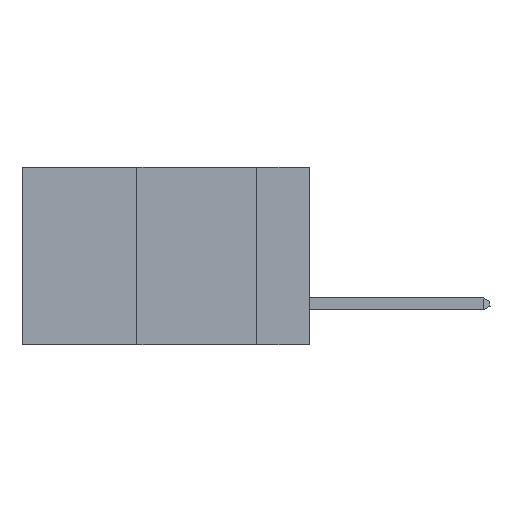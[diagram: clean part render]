
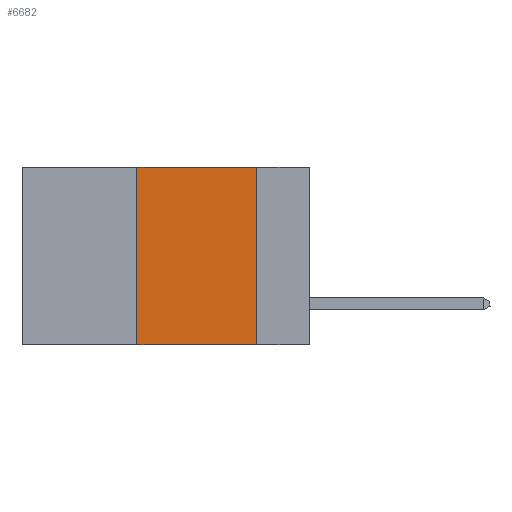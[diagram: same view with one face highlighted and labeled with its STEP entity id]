
A CAD part, left-side view. The second image highlights one B-rep face of the part: STEP entity #6682.
In plain terms, the highlighted planar face has unit normal (-1, 0, 0).
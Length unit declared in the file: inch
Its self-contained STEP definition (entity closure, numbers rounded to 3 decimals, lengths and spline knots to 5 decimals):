
#184 = LINE ( 'NONE', #12105, #7925 ) ;
#282 = AXIS2_PLACEMENT_3D ( 'NONE', #7534, #4619, #5605 ) ;
#577 = VECTOR ( 'NONE', #893, 39.37008 ) ;
#893 = DIRECTION ( 'NONE',  ( 0., -1., 0. ) ) ;
#1063 = ORIENTED_EDGE ( 'NONE', *, *, #2841, .F. ) ;
#1232 = VERTEX_POINT ( 'NONE', #12209 ) ;
#1425 = DIRECTION ( 'NONE',  ( 0., -1., 0. ) ) ;
#1952 = CARTESIAN_POINT ( 'NONE',  ( 0., 0.11, -0.37 ) ) ;
#2045 = LINE ( 'NONE', #3610, #12733 ) ;
#2141 = VERTEX_POINT ( 'NONE', #1952 ) ;
#2841 = EDGE_CURVE ( 'NONE', #3215, #2141, #184, .T. ) ;
#3215 = VERTEX_POINT ( 'NONE', #8077 ) ;
#3430 = EDGE_CURVE ( 'NONE', #1232, #2141, #2045, .T. ) ;
#3610 = CARTESIAN_POINT ( 'NONE',  ( 0., 0.6, -0.37 ) ) ;
#4619 = DIRECTION ( 'NONE',  ( 1., 0., 0. ) ) ;
#4657 = ORIENTED_EDGE ( 'NONE', *, *, #3430, .T. ) ;
#5605 = DIRECTION ( 'NONE',  ( 0., 0., -1. ) ) ;
#5694 = CARTESIAN_POINT ( 'NONE',  ( 0., 0.36, 0. ) ) ;
#5931 = LINE ( 'NONE', #6960, #577 ) ;
#6332 = EDGE_CURVE ( 'NONE', #1232, #12317, #12350, .T. ) ;
#6682 = ADVANCED_FACE ( 'NONE', ( #8148 ), #9663, .F. ) ;
#6719 = EDGE_CURVE ( 'NONE', #12317, #3215, #5931, .T. ) ;
#6724 = EDGE_LOOP ( 'NONE', ( #1063, #8230, #8786, #4657 ) ) ;
#6802 = CARTESIAN_POINT ( 'NONE',  ( 0., 0.36, 0. ) ) ;
#6960 = CARTESIAN_POINT ( 'NONE',  ( 0., 0.6, 0. ) ) ;
#7534 = CARTESIAN_POINT ( 'NONE',  ( 0., 0.6, 0. ) ) ;
#7925 = VECTOR ( 'NONE', #10008, 39.37008 ) ;
#8077 = CARTESIAN_POINT ( 'NONE',  ( 0., 0.11, 0. ) ) ;
#8148 = FACE_OUTER_BOUND ( 'NONE', #6724, .T. ) ;
#8230 = ORIENTED_EDGE ( 'NONE', *, *, #6719, .F. ) ;
#8786 = ORIENTED_EDGE ( 'NONE', *, *, #6332, .F. ) ;
#8821 = VECTOR ( 'NONE', #10005, 39.37008 ) ;
#9663 = PLANE ( 'NONE',  #282 ) ;
#10005 = DIRECTION ( 'NONE',  ( 0., 0., 1. ) ) ;
#10008 = DIRECTION ( 'NONE',  ( 0., 0., -1. ) ) ;
#12105 = CARTESIAN_POINT ( 'NONE',  ( 0., 0.11, 0. ) ) ;
#12209 = CARTESIAN_POINT ( 'NONE',  ( 0., 0.36, -0.37 ) ) ;
#12317 = VERTEX_POINT ( 'NONE', #6802 ) ;
#12350 = LINE ( 'NONE', #5694, #8821 ) ;
#12733 = VECTOR ( 'NONE', #1425, 39.37008 ) ;
